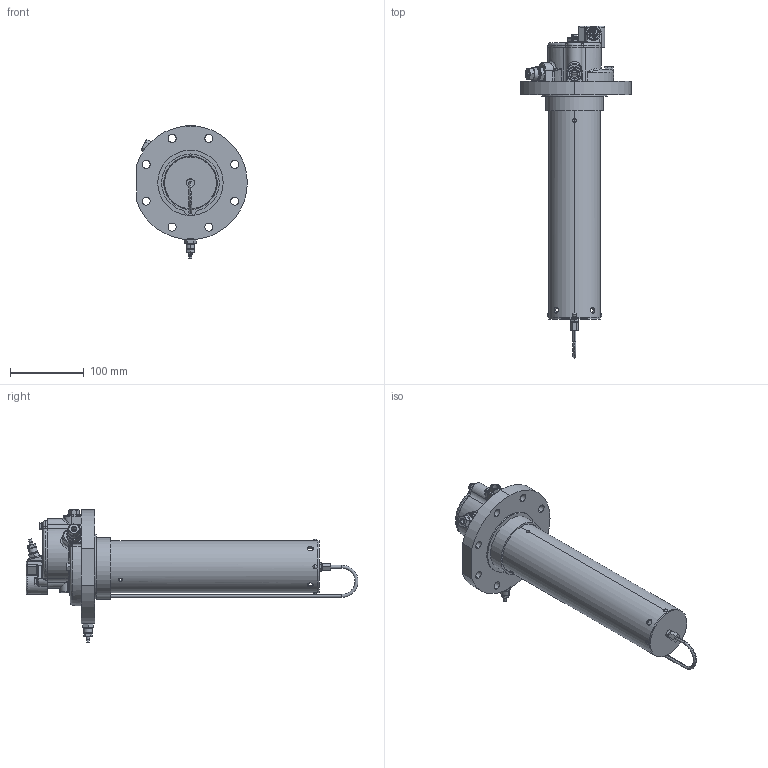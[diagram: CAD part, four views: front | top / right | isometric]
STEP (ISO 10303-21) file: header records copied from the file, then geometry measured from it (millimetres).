
FILE_DESCRIPTION (( 'STEP AP214' ), '1' );
FILE_NAME ('HANV-3SP-..._21124.STEP', '2014-03-04T09:55:01', ( 'Admin2' ), ( '' ), 'SwSTEP 2.0', 'SolidWorks 2010', '' );
FILE_SCHEMA (( 'AUTOMOTIVE_DESIGN' ));
Length unit declared in the file: millimetre
Products named in the file (1): HANV-3SP-..._21124
Bounding box: 149.83 x 449.75 x 179 mm (x, y, z)
Surface area: 237546.1 mm2 (no closed solid volume)
Topology: 0 solids, 41 shells, 818 faces, 2991 edges, 2107 vertices
Faces by surface type: plane 350, cylinder 205, bspline 131, cone 85, torus 31, sphere 16
Entity records: 53993 total; most frequent: CARTESIAN_POINT 21805, ORIENTED_EDGE 4579, DIRECTION 4158, EDGE_CURVE 2978, VERTEX_POINT 2107, LINE 1484, VECTOR 1484, AXIS2_PLACEMENT_3D 1337
